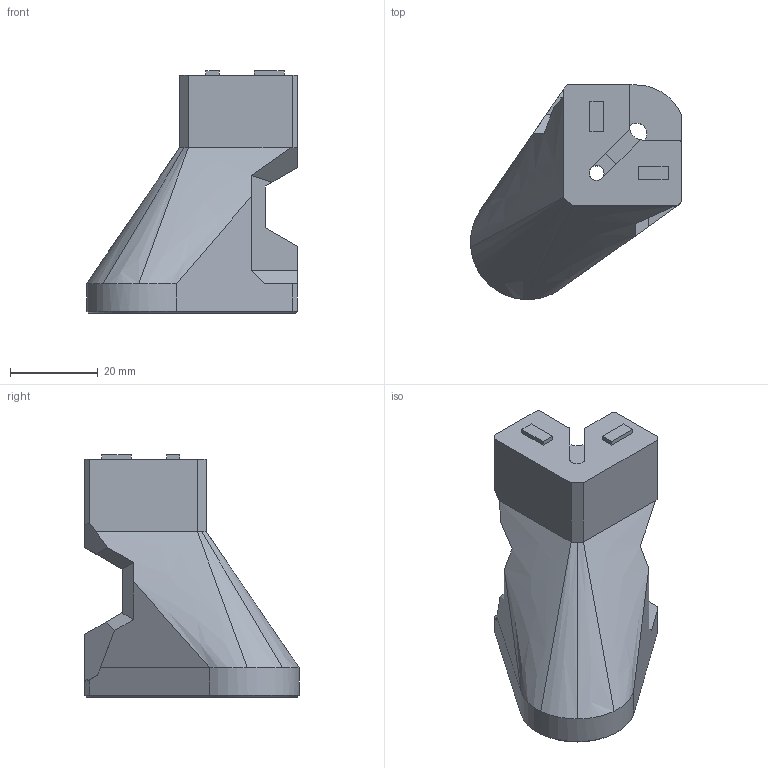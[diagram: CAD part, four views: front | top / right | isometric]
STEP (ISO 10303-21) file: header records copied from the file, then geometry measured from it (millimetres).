
FILE_DESCRIPTION(/* description */ (''),/* implementation_level */ '2;1');
FILE_NAME(/* name */ 'front_left_foot.step',/* time_stamp */ '2023-12-03T14:28:21-08:00',/* author */ (''),/* organization */ (''),/* preprocessor_version */ 'ST-DEVELOPER v20',/* originating_system */ 'Autodesk Translation Framework v12.14.0.127',/* authorisation */ '');
FILE_SCHEMA (('AUTOMOTIVE_DESIGN { 1 0 10303 214 3 1 1 }'));
Length unit declared in the file: millimetre
Products named in the file (1): front_left_foot
Bounding box: 47.95 x 48.77 x 55.1 mm (x, y, z)
Volume: 46143.8 mm3; surface area: 10528.1 mm2
Topology: 1 solids, 1 shells, 154 faces, 454 edges, 306 vertices
Faces by surface type: plane 81, cylinder 52, bspline 12, cone 7, torus 2
Full cylindrical faces by diameter (mm): 3.4 x1, 4.234 x18, 4.7 x1, 5.12 x18, 6.2 x1
Entity records: 23357 total; most frequent: CARTESIAN_POINT 19484, ORIENTED_EDGE 908, DIRECTION 637, EDGE_CURVE 454, VERTEX_POINT 306, LINE 251, VECTOR 251, AXIS2_PLACEMENT_3D 193
